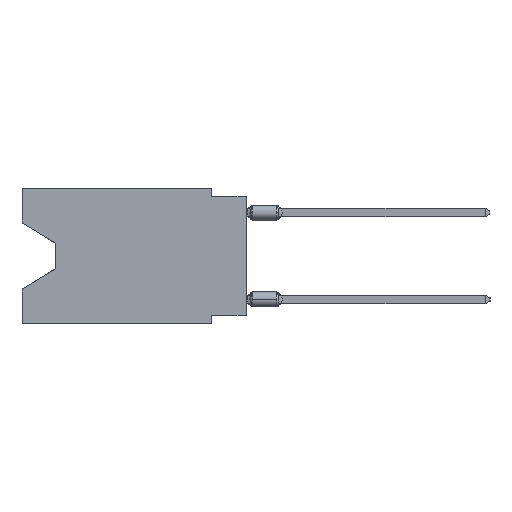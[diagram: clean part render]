
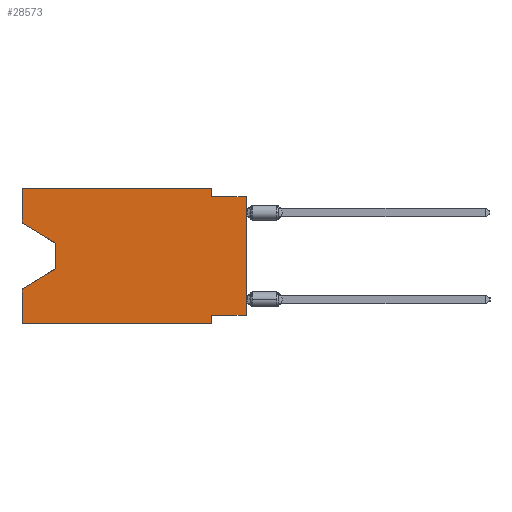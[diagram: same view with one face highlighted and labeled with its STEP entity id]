
A CAD part, left-side view. The second image highlights one B-rep face of the part: STEP entity #28573.
In plain terms, the highlighted planar face has unit normal (-1, 0, 0).
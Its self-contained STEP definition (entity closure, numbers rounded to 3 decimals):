
#725 = DIRECTION ( 'NONE',  ( 0., 1., 0. ) ) ;
#2089 = EDGE_CURVE ( 'NONE', #21461, #6339, #28519, .T. ) ;
#2515 = CARTESIAN_POINT ( 'NONE',  ( 0., 2.54, -9.906 ) ) ;
#2653 = VERTEX_POINT ( 'NONE', #2938 ) ;
#2886 = ORIENTED_EDGE ( 'NONE', *, *, #13405, .F. ) ;
#2938 = CARTESIAN_POINT ( 'NONE',  ( 0., 2.54, -9.271 ) ) ;
#3129 = EDGE_CURVE ( 'NONE', #30151, #21534, #13577, .T. ) ;
#3307 = LINE ( 'NONE', #16635, #21206 ) ;
#3807 = DIRECTION ( 'NONE',  ( 1., 0., 0. ) ) ;
#4844 = VERTEX_POINT ( 'NONE', #33075 ) ;
#5149 = VERTEX_POINT ( 'NONE', #6425 ) ;
#5341 = DIRECTION ( 'NONE',  ( 0., 0., -1. ) ) ;
#5427 = EDGE_CURVE ( 'NONE', #22004, #5149, #25454, .T. ) ;
#6211 = CARTESIAN_POINT ( 'NONE',  ( 0., 2.54, -9.906 ) ) ;
#6339 = VERTEX_POINT ( 'NONE', #6211 ) ;
#6425 = CARTESIAN_POINT ( 'NONE',  ( 0., 16.383, -7.36 ) ) ;
#6747 = CARTESIAN_POINT ( 'NONE',  ( 0., 0., -0.635 ) ) ;
#6965 = ORIENTED_EDGE ( 'NONE', *, *, #19252, .F. ) ;
#7006 = VECTOR ( 'NONE', #23051, 1000. ) ;
#7411 = ORIENTED_EDGE ( 'NONE', *, *, #40182, .T. ) ;
#7981 = VERTEX_POINT ( 'NONE', #8339 ) ;
#8273 = VECTOR ( 'NONE', #22871, 1000. ) ;
#8339 = CARTESIAN_POINT ( 'NONE',  ( 0., 16.383, -2.546 ) ) ;
#8658 = EDGE_CURVE ( 'NONE', #11882, #2653, #3307, .T. ) ;
#9120 = EDGE_CURVE ( 'NONE', #7981, #4844, #24280, .T. ) ;
#9611 = LINE ( 'NONE', #2515, #40019 ) ;
#11882 = VERTEX_POINT ( 'NONE', #14975 ) ;
#11973 = ORIENTED_EDGE ( 'NONE', *, *, #5427, .T. ) ;
#11987 = CARTESIAN_POINT ( 'NONE',  ( 0., 2.54, 0. ) ) ;
#12562 = ORIENTED_EDGE ( 'NONE', *, *, #9120, .F. ) ;
#12974 = DIRECTION ( 'NONE',  ( 0., 0.855, -0.519 ) ) ;
#13398 = CARTESIAN_POINT ( 'NONE',  ( 0., 16.383, -9.906 ) ) ;
#13405 = EDGE_CURVE ( 'NONE', #2653, #6339, #9611, .T. ) ;
#13577 = LINE ( 'NONE', #17240, #7006 ) ;
#13839 = CARTESIAN_POINT ( 'NONE',  ( 0., 16.383, 0. ) ) ;
#14975 = CARTESIAN_POINT ( 'NONE',  ( 0., 0., -9.271 ) ) ;
#15338 = LINE ( 'NONE', #29255, #39444 ) ;
#15362 = EDGE_CURVE ( 'NONE', #21461, #5149, #23517, .T. ) ;
#15855 = ORIENTED_EDGE ( 'NONE', *, *, #36434, .F. ) ;
#16500 = EDGE_CURVE ( 'NONE', #7981, #21006, #35810, .T. ) ;
#16635 = CARTESIAN_POINT ( 'NONE',  ( 0., 0., -9.271 ) ) ;
#16887 = VECTOR ( 'NONE', #31321, 1000. ) ;
#17166 = VECTOR ( 'NONE', #26933, 1000. ) ;
#17240 = CARTESIAN_POINT ( 'NONE',  ( 0., 0., -0.635 ) ) ;
#17285 = CARTESIAN_POINT ( 'NONE',  ( 0., 2.54, 0. ) ) ;
#17970 = ORIENTED_EDGE ( 'NONE', *, *, #15362, .F. ) ;
#19252 = EDGE_CURVE ( 'NONE', #4844, #24410, #15338, .T. ) ;
#20138 = CARTESIAN_POINT ( 'NONE',  ( 0., 16.383, 0. ) ) ;
#21006 = VERTEX_POINT ( 'NONE', #22370 ) ;
#21050 = DIRECTION ( 'NONE',  ( 0., 0., 1. ) ) ;
#21206 = VECTOR ( 'NONE', #725, 1000. ) ;
#21346 = VECTOR ( 'NONE', #39005, 1000. ) ;
#21461 = VERTEX_POINT ( 'NONE', #13398 ) ;
#21534 = VERTEX_POINT ( 'NONE', #6747 ) ;
#22004 = VERTEX_POINT ( 'NONE', #34126 ) ;
#22237 = CARTESIAN_POINT ( 'NONE',  ( 0., 13.97, -5.893 ) ) ;
#22370 = CARTESIAN_POINT ( 'NONE',  ( 0., 13.97, -4.013 ) ) ;
#22422 = ORIENTED_EDGE ( 'NONE', *, *, #25107, .T. ) ;
#22871 = DIRECTION ( 'NONE',  ( 0., 0., -1. ) ) ;
#23051 = DIRECTION ( 'NONE',  ( 0., -1., 0. ) ) ;
#23144 = VECTOR ( 'NONE', #5341, 1000. ) ;
#23517 = LINE ( 'NONE', #13839, #17166 ) ;
#23750 = ORIENTED_EDGE ( 'NONE', *, *, #16500, .T. ) ;
#24280 = LINE ( 'NONE', #37790, #41781 ) ;
#24410 = VERTEX_POINT ( 'NONE', #17285 ) ;
#24768 = VECTOR ( 'NONE', #12974, 1000. ) ;
#25107 = EDGE_CURVE ( 'NONE', #11882, #21534, #36222, .T. ) ;
#25454 = LINE ( 'NONE', #22237, #24768 ) ;
#26933 = DIRECTION ( 'NONE',  ( 0., 0., 1. ) ) ;
#28519 = LINE ( 'NONE', #31542, #16887 ) ;
#28573 = ADVANCED_FACE ( 'NONE', ( #29365 ), #29588, .F. ) ;
#29153 = CARTESIAN_POINT ( 'NONE',  ( 0., 16.383, -2.546 ) ) ;
#29255 = CARTESIAN_POINT ( 'NONE',  ( 0., 16.383, 0. ) ) ;
#29365 = FACE_OUTER_BOUND ( 'NONE', #31149, .T. ) ;
#29588 = PLANE ( 'NONE',  #33649 ) ;
#29999 = CARTESIAN_POINT ( 'NONE',  ( 0., 0., 0. ) ) ;
#30151 = VERTEX_POINT ( 'NONE', #42114 ) ;
#30432 = ORIENTED_EDGE ( 'NONE', *, *, #3129, .F. ) ;
#31149 = EDGE_LOOP ( 'NONE', ( #23750, #7411, #11973, #17970, #34406, #2886, #36881, #22422, #30432, #15855, #6965, #12562 ) ) ;
#31321 = DIRECTION ( 'NONE',  ( 0., -1., 0. ) ) ;
#31542 = CARTESIAN_POINT ( 'NONE',  ( 0., 16.383, -9.906 ) ) ;
#33075 = CARTESIAN_POINT ( 'NONE',  ( 0., 16.383, 0. ) ) ;
#33649 = AXIS2_PLACEMENT_3D ( 'NONE', #20138, #3807, #35008 ) ;
#34126 = CARTESIAN_POINT ( 'NONE',  ( 0., 13.97, -5.893 ) ) ;
#34406 = ORIENTED_EDGE ( 'NONE', *, *, #2089, .T. ) ;
#35008 = DIRECTION ( 'NONE',  ( 0., 0., -1. ) ) ;
#35564 = DIRECTION ( 'NONE',  ( 0., 0., -1. ) ) ;
#35732 = CARTESIAN_POINT ( 'NONE',  ( 0., 13.97, -4.013 ) ) ;
#35810 = LINE ( 'NONE', #29153, #21346 ) ;
#36222 = LINE ( 'NONE', #29999, #36289 ) ;
#36289 = VECTOR ( 'NONE', #36448, 1000. ) ;
#36434 = EDGE_CURVE ( 'NONE', #24410, #30151, #41812, .T. ) ;
#36448 = DIRECTION ( 'NONE',  ( 0., 0., 1. ) ) ;
#36881 = ORIENTED_EDGE ( 'NONE', *, *, #8658, .F. ) ;
#37790 = CARTESIAN_POINT ( 'NONE',  ( 0., 16.383, 0. ) ) ;
#39005 = DIRECTION ( 'NONE',  ( 0., -0.855, -0.519 ) ) ;
#39444 = VECTOR ( 'NONE', #41496, 1000. ) ;
#40019 = VECTOR ( 'NONE', #35564, 1000. ) ;
#40182 = EDGE_CURVE ( 'NONE', #21006, #22004, #42155, .T. ) ;
#41496 = DIRECTION ( 'NONE',  ( 0., -1., 0. ) ) ;
#41781 = VECTOR ( 'NONE', #21050, 1000. ) ;
#41812 = LINE ( 'NONE', #11987, #23144 ) ;
#42114 = CARTESIAN_POINT ( 'NONE',  ( 0., 2.54, -0.635 ) ) ;
#42155 = LINE ( 'NONE', #35732, #8273 ) ;
